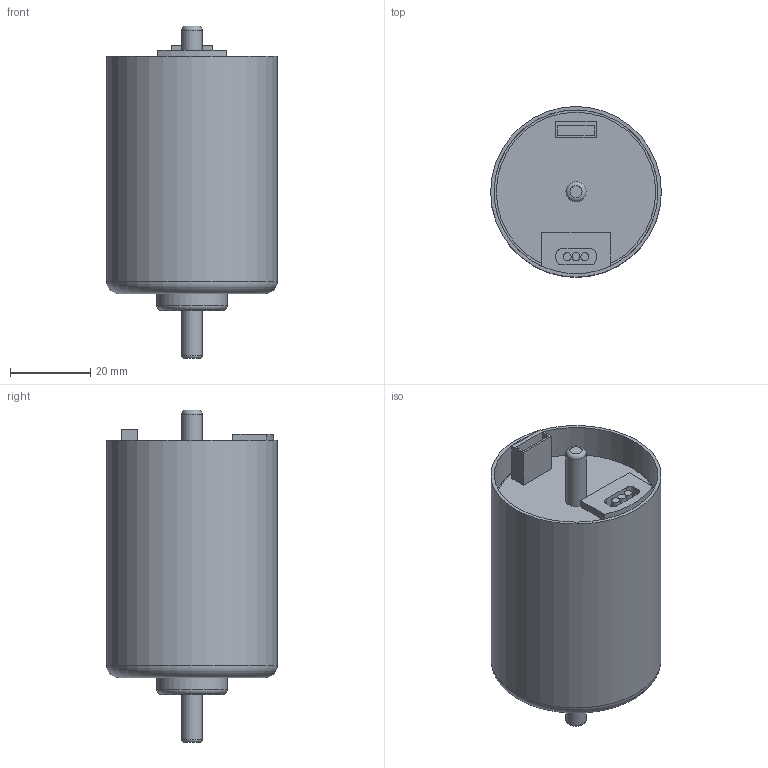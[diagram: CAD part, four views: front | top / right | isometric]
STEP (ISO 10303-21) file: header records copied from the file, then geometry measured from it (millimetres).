
FILE_DESCRIPTION(/* description */ ('Unknown'),/* implementation_level */ '2;1');
FILE_NAME(/* name */ '4259 BT',/* time_stamp */ '2024-04-25T09:34:28+02:00',/* author */ ('Unknown'),/* organization */ ('Unknown'),/* preprocessor_version */ 'ST-DEVELOPER v19.4',/* originating_system */ 'Solid Edge',/* authorisation */ 'Unknown');
FILE_SCHEMA (('AUTOMOTIVE_DESIGN {1 0 10303 214 3 1 1}'));
Length unit declared in the file: millimetre
Products named in the file (1): 4259 BT
Bounding box: 42.4 x 42.4 x 82.5 mm (x, y, z)
Volume: 74577.4 mm3; surface area: 13719.1 mm2
Topology: 2 solids, 2 shells, 63 faces, 139 edges, 92 vertices
Faces by surface type: plane 41, cylinder 18, torus 4
Full cylindrical faces by diameter (mm): 2 x3, 3 x1, 3.242 x2, 5 x2, 9 x1, 17.5 x1, 39.6 x1, 40.7 x1, 42.4 x1
Entity records: 1980 total; most frequent: DIRECTION 282, CARTESIAN_POINT 260, ORIENTED_EDGE 226, EDGE_CURVE 113, AXIS2_PLACEMENT_3D 105, EDGE_LOOP 96, FACE_BOUND 96, VERTEX_POINT 83
